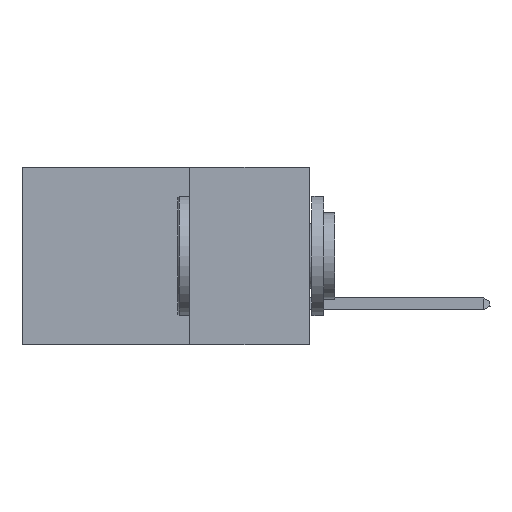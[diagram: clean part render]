
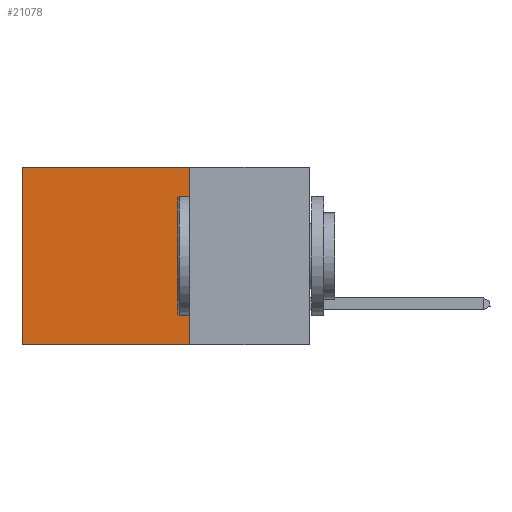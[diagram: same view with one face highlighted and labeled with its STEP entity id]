
A CAD part, left-side view. The second image highlights one B-rep face of the part: STEP entity #21078.
In plain terms, the highlighted planar face has unit normal (-1, 0, 0).
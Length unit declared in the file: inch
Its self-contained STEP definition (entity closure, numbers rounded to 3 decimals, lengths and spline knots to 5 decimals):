
#836 = CARTESIAN_POINT ( 'NONE',  ( 0.2875, 0.6, -0.37 ) ) ;
#1220 = VERTEX_POINT ( 'NONE', #36771 ) ;
#1871 = VERTEX_POINT ( 'NONE', #33478 ) ;
#2421 = PLANE ( 'NONE',  #19900 ) ;
#4190 = DIRECTION ( 'NONE',  ( 0., 1., 0. ) ) ;
#5155 = VECTOR ( 'NONE', #4190, 39.37008 ) ;
#5506 = CARTESIAN_POINT ( 'NONE',  ( 0.2875, 0.25, 0. ) ) ;
#6691 = EDGE_CURVE ( 'NONE', #35746, #1871, #15193, .T. ) ;
#6698 = DIRECTION ( 'NONE',  ( 0., 1., 0. ) ) ;
#7071 = DIRECTION ( 'NONE',  ( 0., 0., -1. ) ) ;
#7917 = VECTOR ( 'NONE', #7071, 39.37008 ) ;
#8464 = DIRECTION ( 'NONE',  ( 0., 0., -1. ) ) ;
#9054 = EDGE_CURVE ( 'NONE', #1871, #35989, #23487, .T. ) ;
#9221 = VECTOR ( 'NONE', #6698, 39.37008 ) ;
#9723 = CARTESIAN_POINT ( 'NONE',  ( 0.2875, 0.6, 0. ) ) ;
#13348 = ORIENTED_EDGE ( 'NONE', *, *, #29983, .F. ) ;
#14338 = VECTOR ( 'NONE', #17864, 39.37008 ) ;
#14544 = ORIENTED_EDGE ( 'NONE', *, *, #6691, .T. ) ;
#15193 = LINE ( 'NONE', #24365, #5155 ) ;
#16971 = LINE ( 'NONE', #17946, #9221 ) ;
#17864 = DIRECTION ( 'NONE',  ( 0., 0., -1. ) ) ;
#17946 = CARTESIAN_POINT ( 'NONE',  ( 0.2875, 0.25, -0.37 ) ) ;
#19885 = CARTESIAN_POINT ( 'NONE',  ( 0.2875, 0.25, 0. ) ) ;
#19900 = AXIS2_PLACEMENT_3D ( 'NONE', #5506, #31880, #8464 ) ;
#20265 = FACE_OUTER_BOUND ( 'NONE', #30242, .T. ) ;
#20385 = ORIENTED_EDGE ( 'NONE', *, *, #9054, .T. ) ;
#21078 = ADVANCED_FACE ( 'NONE', ( #20265 ), #2421, .F. ) ;
#23487 = LINE ( 'NONE', #9723, #7917 ) ;
#24365 = CARTESIAN_POINT ( 'NONE',  ( 0.2875, 0.25, 0. ) ) ;
#28907 = LINE ( 'NONE', #35503, #14338 ) ;
#29983 = EDGE_CURVE ( 'NONE', #35746, #1220, #28907, .T. ) ;
#30242 = EDGE_LOOP ( 'NONE', ( #20385, #31098, #13348, #14544 ) ) ;
#31098 = ORIENTED_EDGE ( 'NONE', *, *, #34385, .F. ) ;
#31880 = DIRECTION ( 'NONE',  ( 1., 0., 0. ) ) ;
#33478 = CARTESIAN_POINT ( 'NONE',  ( 0.2875, 0.6, 0. ) ) ;
#34385 = EDGE_CURVE ( 'NONE', #1220, #35989, #16971, .T. ) ;
#35503 = CARTESIAN_POINT ( 'NONE',  ( 0.2875, 0.25, 0. ) ) ;
#35746 = VERTEX_POINT ( 'NONE', #19885 ) ;
#35989 = VERTEX_POINT ( 'NONE', #836 ) ;
#36771 = CARTESIAN_POINT ( 'NONE',  ( 0.2875, 0.25, -0.37 ) ) ;
